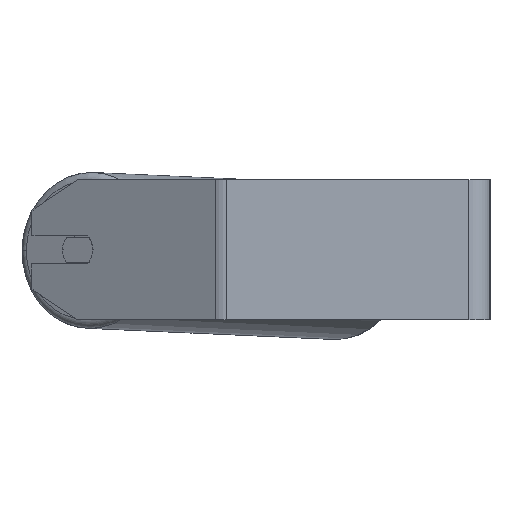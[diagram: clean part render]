
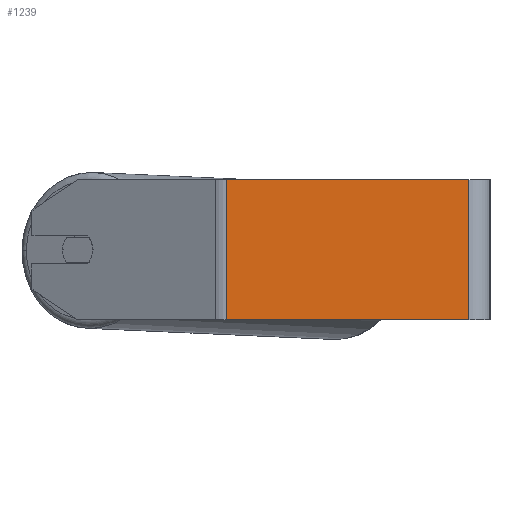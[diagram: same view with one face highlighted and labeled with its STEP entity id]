
A CAD part, left-side view. The second image highlights one B-rep face of the part: STEP entity #1239.
In plain terms, the highlighted planar face has unit normal (-1, 0, 0).
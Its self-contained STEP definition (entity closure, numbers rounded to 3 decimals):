
#148 = LINE ( 'NONE', #4559, #3793 ) ;
#459 = CARTESIAN_POINT ( 'NONE',  ( -330., 153.607, 40. ) ) ;
#1191 = EDGE_CURVE ( 'NONE', #6050, #2486, #3949, .T. ) ;
#1239 = ADVANCED_FACE ( 'NONE', ( #4914 ), #1598, .F. ) ;
#1309 = CARTESIAN_POINT ( 'NONE',  ( -330., 153.607, -40. ) ) ;
#1598 = PLANE ( 'NONE',  #3660 ) ;
#2047 = ORIENTED_EDGE ( 'NONE', *, *, #4797, .F. ) ;
#2193 = EDGE_CURVE ( 'NONE', #4601, #2965, #148, .T. ) ;
#2278 = DIRECTION ( 'NONE',  ( 0., 0., -1. ) ) ;
#2472 = CARTESIAN_POINT ( 'NONE',  ( -330., 150.392, 40. ) ) ;
#2486 = VERTEX_POINT ( 'NONE', #4928 ) ;
#2691 = EDGE_CURVE ( 'NONE', #2965, #2486, #5807, .T. ) ;
#2817 = ORIENTED_EDGE ( 'NONE', *, *, #2691, .T. ) ;
#2965 = VERTEX_POINT ( 'NONE', #3358 ) ;
#3261 = EDGE_LOOP ( 'NONE', ( #2817, #6624, #2047, #7072 ) ) ;
#3325 = CARTESIAN_POINT ( 'NONE',  ( -330., 12., 40. ) ) ;
#3358 = CARTESIAN_POINT ( 'NONE',  ( -330., 150.392, -40. ) ) ;
#3660 = AXIS2_PLACEMENT_3D ( 'NONE', #459, #6066, #7175 ) ;
#3793 = VECTOR ( 'NONE', #2278, 1000. ) ;
#3875 = DIRECTION ( 'NONE',  ( 0., 0., -1. ) ) ;
#3949 = LINE ( 'NONE', #3325, #4586 ) ;
#4482 = CARTESIAN_POINT ( 'NONE',  ( -330., 153.607, 40. ) ) ;
#4559 = CARTESIAN_POINT ( 'NONE',  ( -330., 150.392, 40. ) ) ;
#4586 = VECTOR ( 'NONE', #3875, 1000. ) ;
#4601 = VERTEX_POINT ( 'NONE', #2472 ) ;
#4614 = DIRECTION ( 'NONE',  ( 0., -1., 0. ) ) ;
#4797 = EDGE_CURVE ( 'NONE', #4601, #6050, #4932, .T. ) ;
#4891 = VECTOR ( 'NONE', #6156, 1000. ) ;
#4914 = FACE_OUTER_BOUND ( 'NONE', #3261, .T. ) ;
#4928 = CARTESIAN_POINT ( 'NONE',  ( -330., 12., -40. ) ) ;
#4932 = LINE ( 'NONE', #4482, #4891 ) ;
#5147 = VECTOR ( 'NONE', #4614, 1000. ) ;
#5509 = CARTESIAN_POINT ( 'NONE',  ( -330., 12., 40. ) ) ;
#5807 = LINE ( 'NONE', #1309, #5147 ) ;
#6050 = VERTEX_POINT ( 'NONE', #5509 ) ;
#6066 = DIRECTION ( 'NONE',  ( 1., 0., 0. ) ) ;
#6156 = DIRECTION ( 'NONE',  ( 0., -1., 0. ) ) ;
#6624 = ORIENTED_EDGE ( 'NONE', *, *, #1191, .F. ) ;
#7072 = ORIENTED_EDGE ( 'NONE', *, *, #2193, .T. ) ;
#7175 = DIRECTION ( 'NONE',  ( 0., 0., -1. ) ) ;
